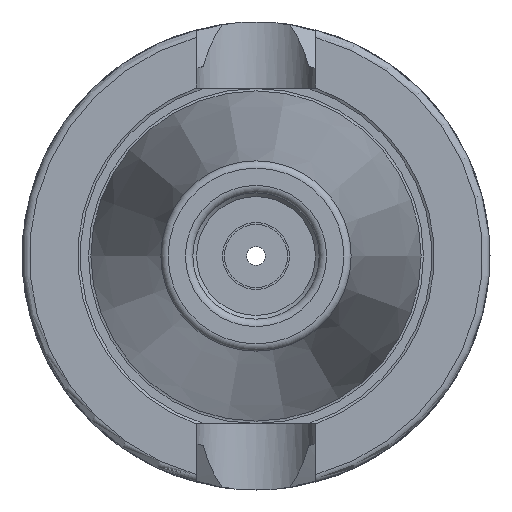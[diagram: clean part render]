
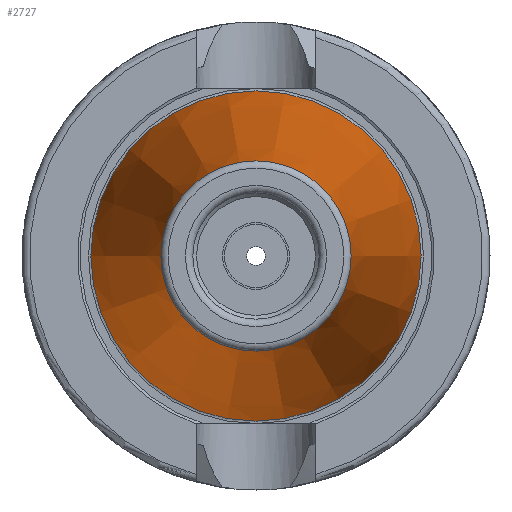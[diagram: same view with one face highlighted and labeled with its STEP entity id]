
A CAD part, left-side view. The second image highlights one B-rep face of the part: STEP entity #2727.
In plain terms, the highlighted conical face has half-angle 8.297 degrees and reference radius 17.519 mm.
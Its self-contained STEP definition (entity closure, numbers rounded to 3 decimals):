
#2693=CARTESIAN_POINT('',(-64.544,12.812,0.0));
#2694=VERTEX_POINT('',#2693);
#2695=CARTESIAN_POINT('',(-64.544,0.0,0.0));
#2696=DIRECTION('',(1.0,0.0,0.0));
#2697=DIRECTION('',(0.0,1.0,0.0));
#2698=AXIS2_PLACEMENT_3D('',#2695,#2696,#2697);
#2699=CIRCLE('',#2698,12.812);
#2700=EDGE_CURVE('',#2694,#2694,#2699,.T.);
#2708=CARTESIAN_POINT('',(-32.272,0.0,0.0));
#2709=DIRECTION('',(1.0,0.0,0.0));
#2710=DIRECTION('',(0.0,1.0,0.0));
#2711=AXIS2_PLACEMENT_3D('',#2708,#2709,#2710);
#2712=CONICAL_SURFACE('',#2711,17.519,8.297);
#2713=CARTESIAN_POINT('',(0.0,22.225,0.0));
#2714=VERTEX_POINT('',#2713);
#2715=CARTESIAN_POINT('',(0.0,0.0,0.0));
#2716=DIRECTION('',(1.0,0.0,0.0));
#2717=DIRECTION('',(0.0,1.0,0.0));
#2718=AXIS2_PLACEMENT_3D('',#2715,#2716,#2717);
#2719=CIRCLE('',#2718,22.225);
#2720=EDGE_CURVE('',#2714,#2714,#2719,.T.);
#2721=ORIENTED_EDGE('',*,*,#2720,.F.);
#2722=EDGE_LOOP('',(#2721));
#2723=FACE_OUTER_BOUND('',#2722,.T.);
#2724=ORIENTED_EDGE('',*,*,#2700,.T.);
#2725=EDGE_LOOP('',(#2724));
#2726=FACE_BOUND('',#2725,.T.);
#2727=ADVANCED_FACE('',(#2723,#2726),#2712,.T.);
